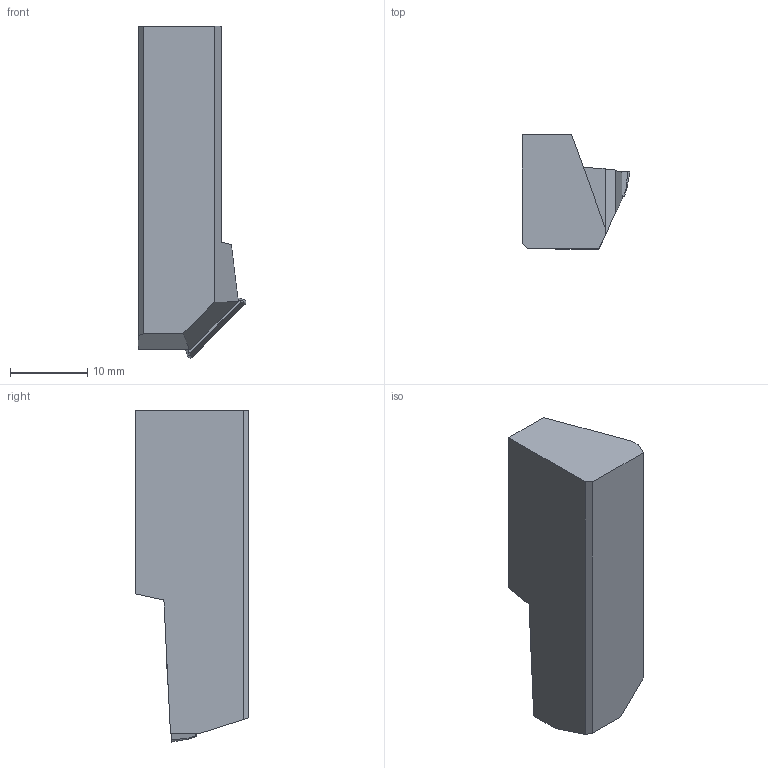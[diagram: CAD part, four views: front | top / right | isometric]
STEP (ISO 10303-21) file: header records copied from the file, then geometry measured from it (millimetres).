
FILE_DESCRIPTION(/* description */ ('3-D model version:1'),/* implementation_level */ '2;1');
FILE_NAME(/* name */ 'STSCL 10CA-11',/* time_stamp */ '2015-12-10T14:45:59+01:00',/* author */ ('InteractiveCad'),/* organization */ ('AB Sandvik Coromant'),/* preprocessor_version */ 'ST-DEVELOPER v15',/* originating_system */ 'SIEMENS PLM Software NX 8.5',/* authorisation */ '');
FILE_SCHEMA (('AP203_CONFIGURATION_CONTROLLED_3D_DESIGN_OF_MECHANICAL_PARTS_AND_ASSEMBLIES_MIM_LF { 1 0 10303 403 2 1 2}'));
Length unit declared in the file: millimetre
Products named in the file (1): STSCL10CA_11_B1_SIM
Bounding box: 13.96 x 14.75 x 43.04 mm (x, y, z)
Volume: 5198.1 mm3; surface area: 2267.2 mm2
Topology: 2 solids, 2 shells, 31 faces, 80 edges, 53 vertices
Faces by surface type: plane 25, cone 3, extrusion 3
Entity records: 1044 total; most frequent: CARTESIAN_POINT 165, ORIENTED_EDGE 160, DIRECTION 156, EDGE_CURVE 80, VECTOR 74, LINE 71, VERTEX_POINT 53, AXIS2_PLACEMENT_3D 41
